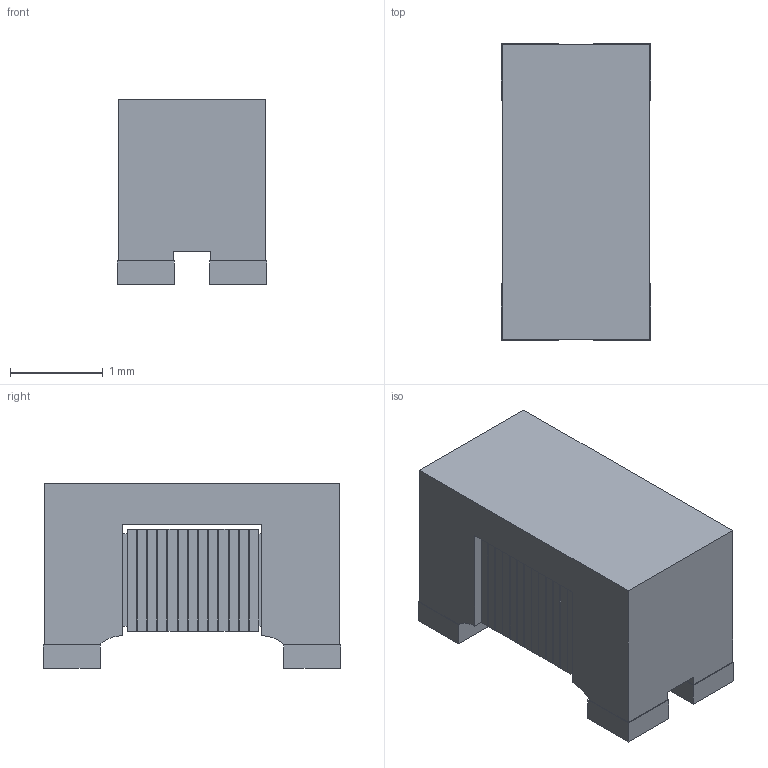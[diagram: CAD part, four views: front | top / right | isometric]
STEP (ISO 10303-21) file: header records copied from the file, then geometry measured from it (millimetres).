
FILE_DESCRIPTION (( 'STEP AP214' ), '1' );
FILE_NAME ('47694880-3B17-446D-8157-4811FA08DD6F.STEP', '2025-05-16T23:28:07', ( '' ), ( '' ), 'SwSTEP 2.0', 'SolidWorks 2022', '' );
FILE_SCHEMA (( 'AUTOMOTIVE_DESIGN' ));
Length unit declared in the file: millimetre
Products named in the file (1): 47694880-3B17-446D-8157-4811FA08DD6F
Bounding box: 1.61 x 3.21 x 1.99 mm (x, y, z)
Volume: 8.4 mm3; surface area: 41 mm2
Topology: 1 solids, 1 shells, 176 faces, 428 edges, 284 vertices
Faces by surface type: plane 172, cylinder 4
Entity records: 7022 total; most frequent: CARTESIAN_POINT 889, ORIENTED_EDGE 856, DIRECTION 790, EDGE_CURVE 428, LINE 420, VECTOR 420, VERTEX_POINT 284, EDGE_LOOP 208
